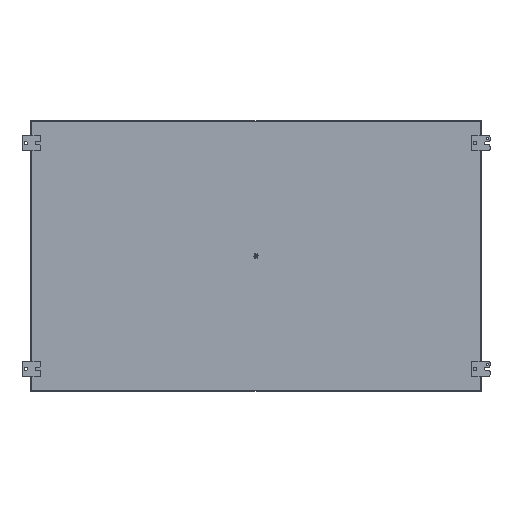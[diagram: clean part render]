
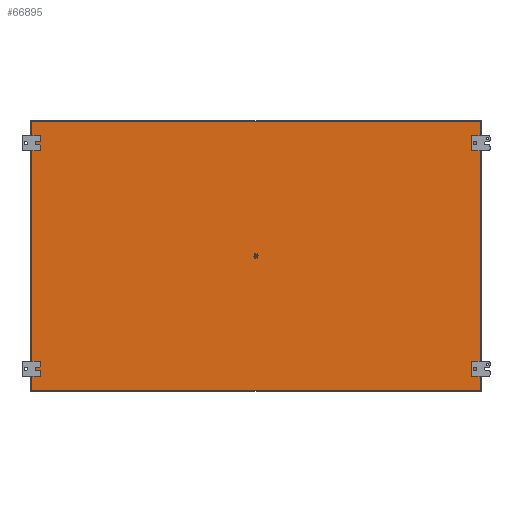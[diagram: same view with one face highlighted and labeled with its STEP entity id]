
A CAD part, left-side view. The second image highlights one B-rep face of the part: STEP entity #66895.
In plain terms, the highlighted face is planar.
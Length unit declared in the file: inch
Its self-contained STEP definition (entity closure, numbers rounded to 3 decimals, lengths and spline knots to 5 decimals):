
#322 = VECTOR ( 'NONE', #15442, 39.37008 ) ;
#5655 = VERTEX_POINT ( 'NONE', #33123 ) ;
#6019 = CARTESIAN_POINT ( 'NONE',  ( -17.928, 0., 30. ) ) ;
#8221 = EDGE_CURVE ( 'NONE', #123190, #96828, #85508, .T. ) ;
#15442 = DIRECTION ( 'NONE',  ( 0., 0., 1. ) ) ;
#20234 = VECTOR ( 'NONE', #121612, 39.37008 ) ;
#22208 = CARTESIAN_POINT ( 'NONE',  ( -17.928, 0., -29.892 ) ) ;
#23786 = ORIENTED_EDGE ( 'NONE', *, *, #37478, .F. ) ;
#33123 = CARTESIAN_POINT ( 'NONE',  ( 17.928, 0., -29.892 ) ) ;
#36599 = DIRECTION ( 'NONE',  ( 0., 0., -1. ) ) ;
#36954 = DIRECTION ( 'NONE',  ( 0., -1., 0. ) ) ;
#37478 = EDGE_CURVE ( 'NONE', #96828, #5655, #53439, .T. ) ;
#45984 = EDGE_CURVE ( 'NONE', #5655, #99643, #124255, .T. ) ;
#49155 = PLANE ( 'NONE',  #111382 ) ;
#53439 = LINE ( 'NONE', #22208, #63245 ) ;
#54000 = DIRECTION ( 'NONE',  ( 1., 0., 0. ) ) ;
#57858 = VECTOR ( 'NONE', #36599, 39.37008 ) ;
#63245 = VECTOR ( 'NONE', #54000, 39.37008 ) ;
#66895 = ADVANCED_FACE ( 'NONE', ( #92020 ), #49155, .F. ) ;
#68380 = CARTESIAN_POINT ( 'NONE',  ( 17.928, 0., 29.892 ) ) ;
#75917 = CARTESIAN_POINT ( 'NONE',  ( -17.928, 0., 29.892 ) ) ;
#79033 = CARTESIAN_POINT ( 'NONE',  ( 17.928, 0., 30. ) ) ;
#85508 = LINE ( 'NONE', #6019, #57858 ) ;
#86637 = EDGE_LOOP ( 'NONE', ( #109743, #106972, #23786, #103713 ) ) ;
#87659 = EDGE_CURVE ( 'NONE', #99643, #123190, #131053, .T. ) ;
#89175 = CARTESIAN_POINT ( 'NONE',  ( -17.928, 0., 30. ) ) ;
#92020 = FACE_OUTER_BOUND ( 'NONE', #86637, .T. ) ;
#96272 = CARTESIAN_POINT ( 'NONE',  ( -17.928, 0., -29.892 ) ) ;
#96828 = VERTEX_POINT ( 'NONE', #96272 ) ;
#99643 = VERTEX_POINT ( 'NONE', #68380 ) ;
#103713 = ORIENTED_EDGE ( 'NONE', *, *, #8221, .F. ) ;
#106972 = ORIENTED_EDGE ( 'NONE', *, *, #45984, .F. ) ;
#109743 = ORIENTED_EDGE ( 'NONE', *, *, #87659, .F. ) ;
#111382 = AXIS2_PLACEMENT_3D ( 'NONE', #89175, #36954, #120296 ) ;
#120296 = DIRECTION ( 'NONE',  ( -1., 0., 0. ) ) ;
#121612 = DIRECTION ( 'NONE',  ( -1., 0., 0. ) ) ;
#123190 = VERTEX_POINT ( 'NONE', #75917 ) ;
#124255 = LINE ( 'NONE', #79033, #322 ) ;
#131053 = LINE ( 'NONE', #132485, #20234 ) ;
#132485 = CARTESIAN_POINT ( 'NONE',  ( -17.928, 0., 29.892 ) ) ;
